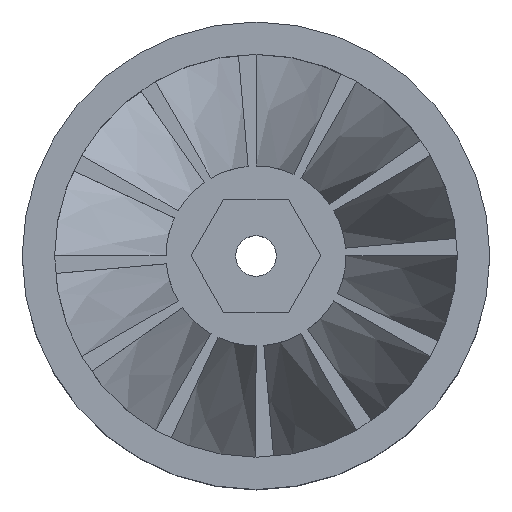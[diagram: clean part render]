
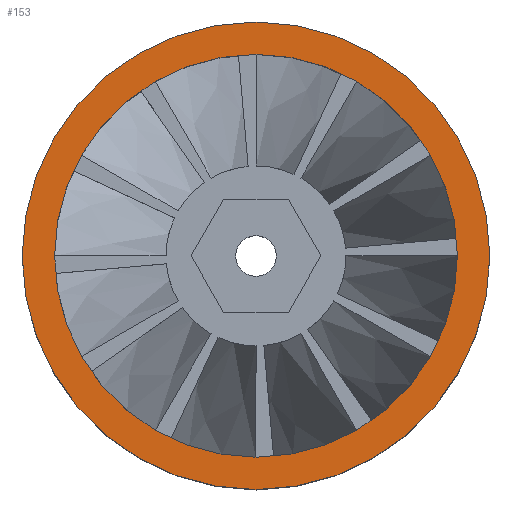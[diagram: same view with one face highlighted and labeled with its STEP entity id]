
A CAD part, top view. The second image highlights one B-rep face of the part: STEP entity #153.
In plain terms, the highlighted planar face has unit normal (0, 0, 1).
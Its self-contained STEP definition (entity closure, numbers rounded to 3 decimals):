
#153=ADVANCED_FACE('',(#1194,#1196),#1198,.T.);
#1194=FACE_BOUND('',#1195,.T.);
#1195=EDGE_LOOP('',(#2876));
#1196=FACE_BOUND('',#1197,.T.);
#1197=EDGE_LOOP('',(#2877));
#1198=PLANE('',#1199);
#1199=AXIS2_PLACEMENT_3D('',#1200,#1201,#1202);
#1200=CARTESIAN_POINT('',(0.,0.,12.5));
#1201=DIRECTION('',(0.,0.,1.));
#1202=DIRECTION('',(-1.,0.,0.));
#2876=ORIENTED_EDGE('',*,*,#3451,.F.);
#2877=ORIENTED_EDGE('',*,*,#3270,.T.);
#3270=EDGE_CURVE('',#3864,#3864,#3865,.T.);
#3451=EDGE_CURVE('',#4126,#4126,#4127,.T.);
#3864=VERTEX_POINT('',#5834);
#3865=CIRCLE('',#5835,22.4);
#4126=VERTEX_POINT('',#8167);
#4127=CIRCLE('',#8168,26.);
#5834=CARTESIAN_POINT('',(-22.4,0.,12.5));
#5835=AXIS2_PLACEMENT_3D('',#5836,#5837,#5838);
#5836=CARTESIAN_POINT('',(0.,0.,12.5));
#5837=DIRECTION('',(0.,0.,-1.));
#5838=DIRECTION('',(-1.,0.,0.));
#8167=CARTESIAN_POINT('',(-26.,0.,12.5));
#8168=AXIS2_PLACEMENT_3D('',#8169,#8170,#8171);
#8169=CARTESIAN_POINT('',(0.,0.,12.5));
#8170=DIRECTION('',(0.,0.,-1.));
#8171=DIRECTION('',(-1.,0.,0.));
